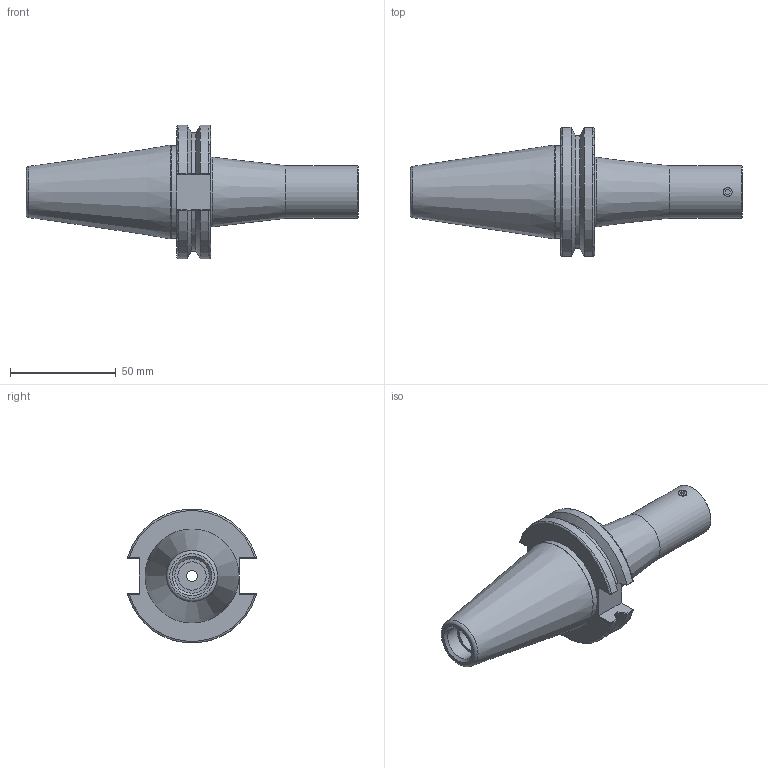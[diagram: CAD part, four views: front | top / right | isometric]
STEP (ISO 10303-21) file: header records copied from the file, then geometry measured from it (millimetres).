
FILE_DESCRIPTION(/* description */ (''),/* implementation_level */ '2;1');
FILE_NAME(/* name */ 'CAT40 A25-3.5T.step',/* time_stamp */ '2025-08-13T16:13:28-05:00',/* author */ (''),/* organization */ (''),/* preprocessor_version */ 'ST-DEVELOPER v20.1',/* originating_system */ 'Autodesk Translation Framework v14.10.0.0',/* authorisation */ '');
FILE_SCHEMA (('AUTOMOTIVE_DESIGN { 1 0 10303 214 3 1 1 }'));
Length unit declared in the file: inch
Products named in the file (4): CAT40 EM20-63; CAT40 Dual Contact Template; CAT40 Dual Contact 2.69 v1; CAT40 EM20-63_1
Assembly tree (3 placements, depth 3):
  CAT40 EM20-63
    CAT40 Dual Contact Template
      CAT40 Dual Contact 2.69 v1
      CAT40 EM20-63_1
Bounding box: 157.23 x 61.14 x 63.26 mm (x, y, z)
Volume: 136171.5 mm3; surface area: 27685.7 mm2
Topology: 1 solids, 1 shells, 112 faces, 282 edges, 181 vertices
Faces by surface type: plane 51, bspline 24, cylinder 17, cone 15, torus 5
Full cylindrical faces by diameter (mm): 4.166 x4, 5.364 x1, 11.112 x1, 13.386 x1, 14 x1, 16.256 x1, 24.943 x1, 43.688 x1
Entity records: 4454 total; most frequent: CARTESIAN_POINT 1771, ORIENTED_EDGE 562, DIRECTION 472, EDGE_CURVE 281, VERTEX_POINT 181, LINE 164, VECTOR 164, AXIS2_PLACEMENT_3D 154
